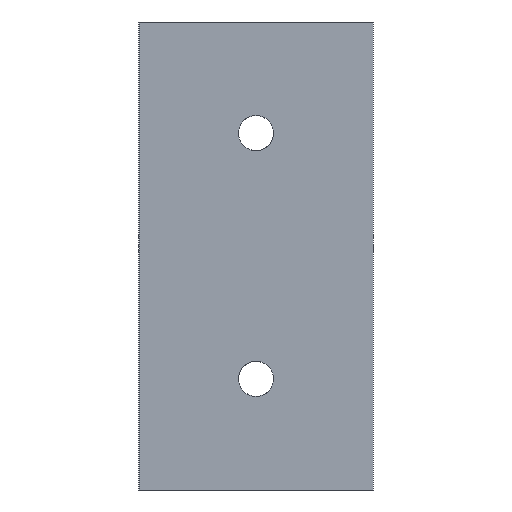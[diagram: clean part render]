
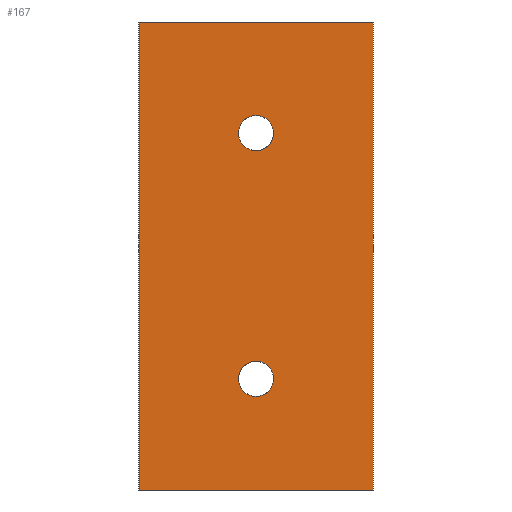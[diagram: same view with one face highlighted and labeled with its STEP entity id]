
A CAD part, front view. The second image highlights one B-rep face of the part: STEP entity #167.
In plain terms, the highlighted planar face has unit normal (0, -1, 0).
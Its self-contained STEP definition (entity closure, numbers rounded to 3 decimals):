
#63=CARTESIAN_POINT('Vertex',(8.5,0.,-10.5)) ;
#66=CARTESIAN_POINT('Axis2P3D Location',(10.,0.,-10.5)) ;
#70=CARTESIAN_POINT('Vertex',(11.5,0.,-10.5)) ;
#101=CARTESIAN_POINT('Axis2P3D Location',(0.,0.,0.)) ;
#106=CARTESIAN_POINT('Line Origine',(0.,0.,0.)) ;
#110=CARTESIAN_POINT('Vertex',(0.,0.,-20.)) ;
#112=CARTESIAN_POINT('Vertex',(0.,0.,20.)) ;
#115=CARTESIAN_POINT('Line Origine',(10.,0.,-20.)) ;
#119=CARTESIAN_POINT('Vertex',(20.,0.,-20.)) ;
#122=CARTESIAN_POINT('Line Origine',(20.,0.,0.)) ;
#126=CARTESIAN_POINT('Vertex',(20.,0.,20.)) ;
#129=CARTESIAN_POINT('Line Origine',(10.,0.,20.)) ;
#140=CARTESIAN_POINT('Axis2P3D Location',(10.,0.,-10.5)) ;
#149=CARTESIAN_POINT('Axis2P3D Location',(10.,0.,10.5)) ;
#153=CARTESIAN_POINT('Vertex',(11.5,0.,10.5)) ;
#155=CARTESIAN_POINT('Vertex',(8.5,0.,10.5)) ;
#158=CARTESIAN_POINT('Axis2P3D Location',(10.,0.,10.5)) ;
#67=DIRECTION('Axis2P3D Direction',(0.,-1.,0.)) ;
#102=DIRECTION('Axis2P3D Direction',(0.,-1.,0.)) ;
#103=DIRECTION('Axis2P3D XDirection',(1.,0.,0.)) ;
#107=DIRECTION('Vector Direction',(0.,0.,1.)) ;
#116=DIRECTION('Vector Direction',(1.,0.,0.)) ;
#123=DIRECTION('Vector Direction',(0.,0.,1.)) ;
#130=DIRECTION('Vector Direction',(1.,0.,0.)) ;
#141=DIRECTION('Axis2P3D Direction',(0.,-1.,0.)) ;
#150=DIRECTION('Axis2P3D Direction',(0.,-1.,0.)) ;
#159=DIRECTION('Axis2P3D Direction',(0.,-1.,0.)) ;
#68=AXIS2_PLACEMENT_3D('Circle Axis2P3D',#66,#67,$) ;
#104=AXIS2_PLACEMENT_3D('Plane Axis2P3D',#101,#102,#103) ;
#142=AXIS2_PLACEMENT_3D('Circle Axis2P3D',#140,#141,$) ;
#151=AXIS2_PLACEMENT_3D('Circle Axis2P3D',#149,#150,$) ;
#160=AXIS2_PLACEMENT_3D('Circle Axis2P3D',#158,#159,$) ;
#135=ORIENTED_EDGE('',*,*,#114,.F.) ;
#136=ORIENTED_EDGE('',*,*,#121,.T.) ;
#137=ORIENTED_EDGE('',*,*,#128,.T.) ;
#138=ORIENTED_EDGE('',*,*,#133,.F.) ;
#146=ORIENTED_EDGE('',*,*,#144,.F.) ;
#147=ORIENTED_EDGE('',*,*,#72,.F.) ;
#164=ORIENTED_EDGE('',*,*,#157,.F.) ;
#165=ORIENTED_EDGE('',*,*,#162,.F.) ;
#148=FACE_BOUND('',#145,.T.) ;
#166=FACE_BOUND('',#163,.T.) ;
#108=VECTOR('Line Direction',#107,1.) ;
#117=VECTOR('Line Direction',#116,1.) ;
#124=VECTOR('Line Direction',#123,1.) ;
#131=VECTOR('Line Direction',#130,1.) ;
#167=ADVANCED_FACE('Corps principal',(#139,#148,#166),#105,.T.) ;
#69=CIRCLE('generated circle',#68,1.5) ;
#143=CIRCLE('generated circle',#142,1.5) ;
#152=CIRCLE('generated circle',#151,1.5) ;
#161=CIRCLE('generated circle',#160,1.5) ;
#72=EDGE_CURVE('',#64,#71,#69,.T.) ;
#114=EDGE_CURVE('',#111,#113,#109,.T.) ;
#121=EDGE_CURVE('',#111,#120,#118,.T.) ;
#128=EDGE_CURVE('',#120,#127,#125,.T.) ;
#133=EDGE_CURVE('',#113,#127,#132,.T.) ;
#144=EDGE_CURVE('',#71,#64,#143,.T.) ;
#157=EDGE_CURVE('',#154,#156,#152,.T.) ;
#162=EDGE_CURVE('',#156,#154,#161,.T.) ;
#134=EDGE_LOOP('',(#135,#136,#137,#138)) ;
#145=EDGE_LOOP('',(#146,#147)) ;
#163=EDGE_LOOP('',(#164,#165)) ;
#139=FACE_OUTER_BOUND('',#134,.T.) ;
#109=LINE('Line',#106,#108) ;
#118=LINE('Line',#115,#117) ;
#125=LINE('Line',#122,#124) ;
#132=LINE('Line',#129,#131) ;
#105=PLANE('Plane',#104) ;
#64=VERTEX_POINT('',#63) ;
#71=VERTEX_POINT('',#70) ;
#111=VERTEX_POINT('',#110) ;
#113=VERTEX_POINT('',#112) ;
#120=VERTEX_POINT('',#119) ;
#127=VERTEX_POINT('',#126) ;
#154=VERTEX_POINT('',#153) ;
#156=VERTEX_POINT('',#155) ;
